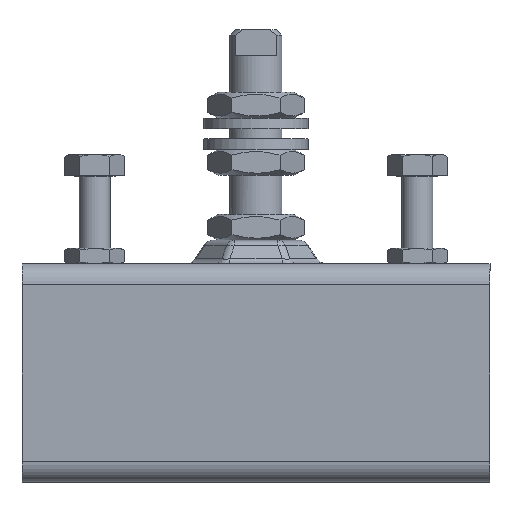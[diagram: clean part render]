
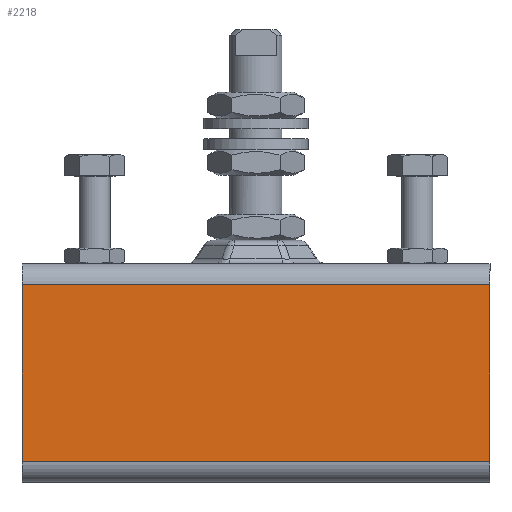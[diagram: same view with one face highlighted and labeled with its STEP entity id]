
A CAD part, left-side view. The second image highlights one B-rep face of the part: STEP entity #2218.
In plain terms, the highlighted planar face has unit normal (-1, 0, 0).
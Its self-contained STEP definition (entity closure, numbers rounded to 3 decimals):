
#204=PLANE('',#2582);
#313=FACE_OUTER_BOUND('',#452,.T.);
#452=EDGE_LOOP('',(#1810,#1811,#1812,#1813));
#528=LINE('',#3434,#681);
#540=LINE('',#3474,#693);
#618=LINE('',#3900,#771);
#619=LINE('',#3902,#772);
#681=VECTOR('',#2731,10.);
#693=VECTOR('',#2765,10.);
#771=VECTOR('',#3107,10.);
#772=VECTOR('',#3110,10.);
#944=VERTEX_POINT('',#3431);
#945=VERTEX_POINT('',#3433);
#961=VERTEX_POINT('',#3471);
#962=VERTEX_POINT('',#3473);
#1150=EDGE_CURVE('',#945,#944,#528,.T.);
#1170=EDGE_CURVE('',#962,#961,#540,.T.);
#1321=EDGE_CURVE('',#944,#962,#618,.T.);
#1322=EDGE_CURVE('',#945,#961,#619,.T.);
#1810=ORIENTED_EDGE('',*,*,#1170,.T.);
#1811=ORIENTED_EDGE('',*,*,#1322,.F.);
#1812=ORIENTED_EDGE('',*,*,#1150,.T.);
#1813=ORIENTED_EDGE('',*,*,#1321,.T.);
#2218=ADVANCED_FACE('',(#313),#204,.T.);
#2582=AXIS2_PLACEMENT_3D('',#3901,#3108,#3109);
#2731=DIRECTION('',(0.,-1.,0.));
#2765=DIRECTION('',(0.,1.,0.));
#3107=DIRECTION('',(0.,0.,1.));
#3108=DIRECTION('center_axis',(-1.,0.,0.));
#3109=DIRECTION('ref_axis',(0.,0.,1.));
#3110=DIRECTION('',(0.,0.,1.));
#3431=CARTESIAN_POINT('',(-18.,4.,-45.));
#3433=CARTESIAN_POINT('',(-18.,38.,-45.));
#3434=CARTESIAN_POINT('',(-18.,38.,-45.));
#3471=CARTESIAN_POINT('',(-18.,38.,45.));
#3473=CARTESIAN_POINT('',(-18.,4.,45.));
#3474=CARTESIAN_POINT('',(-18.,38.,45.));
#3900=CARTESIAN_POINT('',(-18.,4.,0.));
#3901=CARTESIAN_POINT('Origin',(-18.,4.,0.));
#3902=CARTESIAN_POINT('',(-18.,38.,0.));
